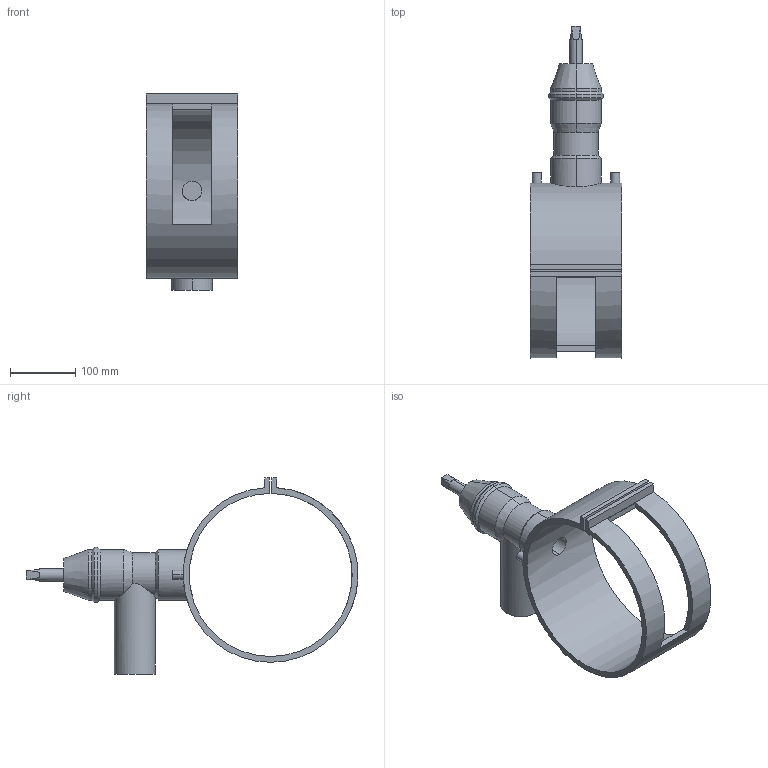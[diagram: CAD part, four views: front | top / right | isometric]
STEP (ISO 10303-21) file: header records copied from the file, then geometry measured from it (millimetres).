
FILE_DESCRIPTION (( 'STEP AP203' ), '1' );
FILE_NAME ('Ef Tapping Valve_001 117 2072 0260.step', '2020-02-04T12:05:46', ( '' ), ( '' ), 'SwSTEP 2.0', 'SolidWorks 2019', '' );
FILE_SCHEMA (( 'CONFIG_CONTROL_DESIGN' ));
Length unit declared in the file: millimetre
Products named in the file (1): Ef Tapping Valve_001 117 2072 0260
Bounding box: 140 x 508.92 x 300.7 mm (x, y, z)
Volume: 1685623.5 mm3; surface area: 334870.3 mm2
Topology: 1 solids, 1 shells, 77 faces, 180 edges, 113 vertices
Faces by surface type: cylinder 33, plane 30, cone 14
Entity records: 3109 total; most frequent: CARTESIAN_POINT 1289, ORIENTED_EDGE 360, DIRECTION 360, EDGE_CURVE 180, AXIS2_PLACEMENT_3D 138, VERTEX_POINT 113, EDGE_LOOP 89, VECTOR 84
